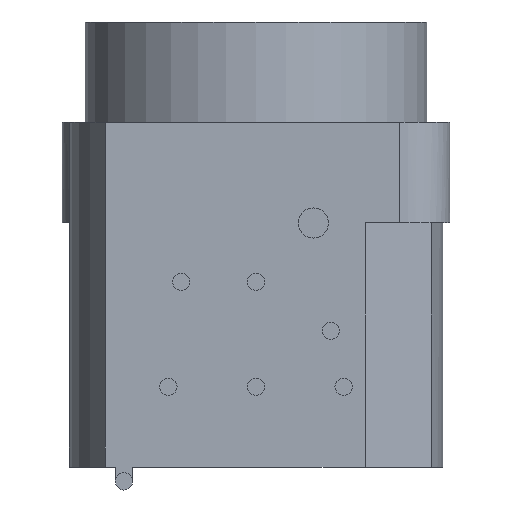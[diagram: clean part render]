
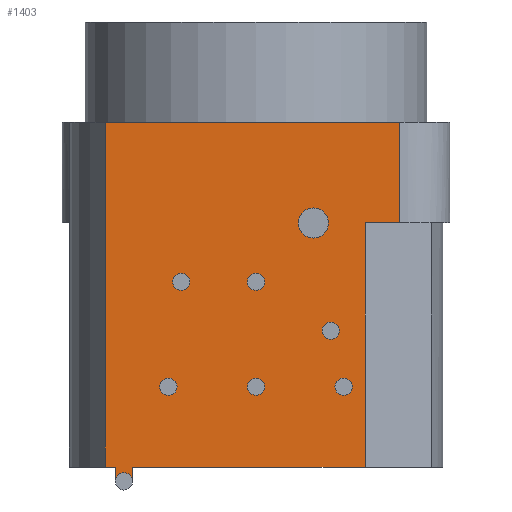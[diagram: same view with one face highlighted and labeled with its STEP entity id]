
A CAD part, front view. The second image highlights one B-rep face of the part: STEP entity #1403.
In plain terms, the highlighted planar face has unit normal (0, -1, 0).
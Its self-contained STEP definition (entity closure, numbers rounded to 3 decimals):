
#156=DIRECTION('',(-1.,0.,0.));
#157=VECTOR('',#156,20.5);
#158=CARTESIAN_POINT('',(10.,-15.,0.));
#159=LINE('',#158,#157);
#296=CARTESIAN_POINT('',(0.,-15.,-11.1));
#297=DIRECTION('',(0.,-1.,0.));
#298=DIRECTION('',(1.,0.,0.));
#299=AXIS2_PLACEMENT_3D('',#296,#297,#298);
#301=CARTESIAN_POINT('',(0.,-15.,-11.1));
#302=DIRECTION('',(0.,-1.,0.));
#303=DIRECTION('',(-1.,0.,0.));
#304=AXIS2_PLACEMENT_3D('',#301,#302,#303);
#306=CARTESIAN_POINT('',(-5.2,-15.,-11.1));
#307=DIRECTION('',(0.,-1.,0.));
#308=DIRECTION('',(1.,0.,0.));
#309=AXIS2_PLACEMENT_3D('',#306,#307,#308);
#311=CARTESIAN_POINT('',(-5.2,-15.,-11.1));
#312=DIRECTION('',(0.,-1.,0.));
#313=DIRECTION('',(-1.,0.,0.));
#314=AXIS2_PLACEMENT_3D('',#311,#312,#313);
#316=CARTESIAN_POINT('',(5.2,-15.,-14.5));
#317=DIRECTION('',(0.,-1.,0.));
#318=DIRECTION('',(1.,0.,0.));
#319=AXIS2_PLACEMENT_3D('',#316,#317,#318);
#321=CARTESIAN_POINT('',(5.2,-15.,-14.5));
#322=DIRECTION('',(0.,-1.,0.));
#323=DIRECTION('',(-1.,0.,0.));
#324=AXIS2_PLACEMENT_3D('',#321,#322,#323);
#326=CARTESIAN_POINT('',(0.,-15.,-18.4));
#327=DIRECTION('',(0.,-1.,0.));
#328=DIRECTION('',(1.,0.,0.));
#329=AXIS2_PLACEMENT_3D('',#326,#327,#328);
#331=CARTESIAN_POINT('',(0.,-15.,-18.4));
#332=DIRECTION('',(0.,-1.,0.));
#333=DIRECTION('',(-1.,0.,0.));
#334=AXIS2_PLACEMENT_3D('',#331,#332,#333);
#336=CARTESIAN_POINT('',(6.1,-15.,-18.4));
#337=DIRECTION('',(0.,-1.,0.));
#338=DIRECTION('',(1.,0.,0.));
#339=AXIS2_PLACEMENT_3D('',#336,#337,#338);
#341=CARTESIAN_POINT('',(6.1,-15.,-18.4));
#342=DIRECTION('',(0.,-1.,0.));
#343=DIRECTION('',(-1.,0.,0.));
#344=AXIS2_PLACEMENT_3D('',#341,#342,#343);
#346=CARTESIAN_POINT('',(-6.1,-15.,-18.4));
#347=DIRECTION('',(0.,-1.,0.));
#348=DIRECTION('',(1.,0.,0.));
#349=AXIS2_PLACEMENT_3D('',#346,#347,#348);
#351=CARTESIAN_POINT('',(-6.1,-15.,-18.4));
#352=DIRECTION('',(0.,-1.,0.));
#353=DIRECTION('',(-1.,0.,0.));
#354=AXIS2_PLACEMENT_3D('',#351,#352,#353);
#356=CARTESIAN_POINT('',(4.,-15.,-7.));
#357=DIRECTION('',(0.,-1.,0.));
#358=DIRECTION('',(-1.,0.,0.));
#359=AXIS2_PLACEMENT_3D('',#356,#357,#358);
#361=CARTESIAN_POINT('',(4.,-15.,-7.));
#362=DIRECTION('',(0.,-1.,0.));
#363=DIRECTION('',(1.,0.,0.));
#364=AXIS2_PLACEMENT_3D('',#361,#362,#363);
#366=DIRECTION('',(1.,0.,0.));
#367=VECTOR('',#366,2.4);
#368=CARTESIAN_POINT('',(7.6,-15.,-7.));
#369=LINE('',#368,#367);
#370=DIRECTION('',(0.,0.,-1.));
#371=VECTOR('',#370,17.);
#372=CARTESIAN_POINT('',(7.6,-15.,-7.));
#373=LINE('',#372,#371);
#374=DIRECTION('',(-1.,0.,0.));
#375=VECTOR('',#374,16.2);
#376=CARTESIAN_POINT('',(7.6,-15.,-24.));
#377=LINE('',#376,#375);
#378=CARTESIAN_POINT('',(-9.2,-15.,-25.));
#379=DIRECTION('',(0.,-1.,0.));
#380=DIRECTION('',(1.,0.,0.));
#381=AXIS2_PLACEMENT_3D('',#378,#379,#380);
#383=DIRECTION('',(-1.,0.,0.));
#384=VECTOR('',#383,0.7);
#385=CARTESIAN_POINT('',(-9.8,-15.,-24.));
#386=LINE('',#385,#384);
#387=DIRECTION('',(0.,0.,1.));
#388=VECTOR('',#387,24.);
#389=CARTESIAN_POINT('',(-10.5,-15.,-24.));
#390=LINE('',#389,#388);
#603=DIRECTION('',(0.,0.,-1.));
#604=VECTOR('',#603,1.);
#605=CARTESIAN_POINT('',(-9.8,-15.,-24.));
#606=LINE('',#605,#604);
#633=DIRECTION('',(0.,0.,1.));
#634=VECTOR('',#633,1.);
#635=CARTESIAN_POINT('',(-8.6,-15.,-25.));
#636=LINE('',#635,#634);
#659=DIRECTION('',(0.,0.,1.));
#660=VECTOR('',#659,7.);
#661=CARTESIAN_POINT('',(10.,-15.,-7.));
#662=LINE('',#661,#660);
#923=CARTESIAN_POINT('',(10.,-15.,0.));
#925=VERTEX_POINT('',#923);
#926=CARTESIAN_POINT('',(-10.5,-15.,0.));
#927=VERTEX_POINT('',#926);
#956=CARTESIAN_POINT('',(-8.6,-15.,-24.));
#957=VERTEX_POINT('',#956);
#962=CARTESIAN_POINT('',(-10.5,-15.,-24.));
#963=VERTEX_POINT('',#962);
#964=CARTESIAN_POINT('',(-9.8,-15.,-24.));
#965=VERTEX_POINT('',#964);
#970=CARTESIAN_POINT('',(-9.8,-15.,-25.));
#971=VERTEX_POINT('',#970);
#972=CARTESIAN_POINT('',(-8.6,-15.,-25.));
#973=VERTEX_POINT('',#972);
#974=CARTESIAN_POINT('',(0.6,-15.,-11.1));
#975=CARTESIAN_POINT('',(-0.6,-15.,-11.1));
#976=VERTEX_POINT('',#974);
#977=VERTEX_POINT('',#975);
#978=CARTESIAN_POINT('',(-4.6,-15.,-11.1));
#979=CARTESIAN_POINT('',(-5.8,-15.,-11.1));
#980=VERTEX_POINT('',#978);
#981=VERTEX_POINT('',#979);
#982=CARTESIAN_POINT('',(5.8,-15.,-14.5));
#983=CARTESIAN_POINT('',(4.6,-15.,-14.5));
#984=VERTEX_POINT('',#982);
#985=VERTEX_POINT('',#983);
#986=CARTESIAN_POINT('',(0.6,-15.,-18.4));
#987=CARTESIAN_POINT('',(-0.6,-15.,-18.4));
#988=VERTEX_POINT('',#986);
#989=VERTEX_POINT('',#987);
#990=CARTESIAN_POINT('',(6.7,-15.,-18.4));
#991=CARTESIAN_POINT('',(5.5,-15.,-18.4));
#992=VERTEX_POINT('',#990);
#993=VERTEX_POINT('',#991);
#994=CARTESIAN_POINT('',(-5.5,-15.,-18.4));
#995=CARTESIAN_POINT('',(-6.7,-15.,-18.4));
#996=VERTEX_POINT('',#994);
#997=VERTEX_POINT('',#995);
#998=CARTESIAN_POINT('',(2.95,-15.,-7.));
#999=CARTESIAN_POINT('',(5.05,-15.,-7.));
#1000=VERTEX_POINT('',#998);
#1001=VERTEX_POINT('',#999);
#1124=CARTESIAN_POINT('',(7.6,-15.,-24.));
#1125=VERTEX_POINT('',#1124);
#1130=CARTESIAN_POINT('',(7.6,-15.,-7.));
#1131=CARTESIAN_POINT('',(10.,-15.,-7.));
#1132=VERTEX_POINT('',#1130);
#1133=VERTEX_POINT('',#1131);
#1336=CARTESIAN_POINT('',(-10.5,-15.,0.));
#1337=DIRECTION('',(0.,-1.,0.));
#1338=DIRECTION('',(1.,0.,0.));
#1339=AXIS2_PLACEMENT_3D('',#1336,#1337,#1338);
#1340=PLANE('',#1339);
#1341=ORIENTED_EDGE('',*,*,#1239,.F.);
#1343=ORIENTED_EDGE('',*,*,#1342,.T.);
#1345=ORIENTED_EDGE('',*,*,#1344,.T.);
#1347=ORIENTED_EDGE('',*,*,#1346,.F.);
#1349=ORIENTED_EDGE('',*,*,#1348,.T.);
#1351=ORIENTED_EDGE('',*,*,#1350,.F.);
#1353=ORIENTED_EDGE('',*,*,#1352,.T.);
#1355=ORIENTED_EDGE('',*,*,#1354,.T.);
#1356=ORIENTED_EDGE('',*,*,#1171,.F.);
#1358=ORIENTED_EDGE('',*,*,#1357,.F.);
#1359=EDGE_LOOP('',(#1341,#1343,#1345,#1347,#1349,#1351,#1353,#1355,#1356,
#1358));
#1360=FACE_OUTER_BOUND('',#1359,.F.);
#1362=ORIENTED_EDGE('',*,*,#1361,.T.);
#1364=ORIENTED_EDGE('',*,*,#1363,.T.);
#1365=EDGE_LOOP('',(#1362,#1364));
#1366=FACE_BOUND('',#1365,.F.);
#1368=ORIENTED_EDGE('',*,*,#1367,.T.);
#1370=ORIENTED_EDGE('',*,*,#1369,.T.);
#1371=EDGE_LOOP('',(#1368,#1370));
#1372=FACE_BOUND('',#1371,.F.);
#1374=ORIENTED_EDGE('',*,*,#1373,.T.);
#1376=ORIENTED_EDGE('',*,*,#1375,.T.);
#1377=EDGE_LOOP('',(#1374,#1376));
#1378=FACE_BOUND('',#1377,.F.);
#1380=ORIENTED_EDGE('',*,*,#1379,.T.);
#1382=ORIENTED_EDGE('',*,*,#1381,.T.);
#1383=EDGE_LOOP('',(#1380,#1382));
#1384=FACE_BOUND('',#1383,.F.);
#1386=ORIENTED_EDGE('',*,*,#1385,.T.);
#1388=ORIENTED_EDGE('',*,*,#1387,.T.);
#1389=EDGE_LOOP('',(#1386,#1388));
#1390=FACE_BOUND('',#1389,.F.);
#1392=ORIENTED_EDGE('',*,*,#1391,.T.);
#1394=ORIENTED_EDGE('',*,*,#1393,.T.);
#1395=EDGE_LOOP('',(#1392,#1394));
#1396=FACE_BOUND('',#1395,.F.);
#1398=ORIENTED_EDGE('',*,*,#1397,.T.);
#1400=ORIENTED_EDGE('',*,*,#1399,.T.);
#1401=EDGE_LOOP('',(#1398,#1400));
#1402=FACE_BOUND('',#1401,.F.);
#300=CIRCLE('',#299,0.6);
#305=CIRCLE('',#304,0.6);
#310=CIRCLE('',#309,0.6);
#315=CIRCLE('',#314,0.6);
#320=CIRCLE('',#319,0.6);
#325=CIRCLE('',#324,0.6);
#330=CIRCLE('',#329,0.6);
#335=CIRCLE('',#334,0.6);
#340=CIRCLE('',#339,0.6);
#345=CIRCLE('',#344,0.6);
#350=CIRCLE('',#349,0.6);
#355=CIRCLE('',#354,0.6);
#360=CIRCLE('',#359,1.05);
#365=CIRCLE('',#364,1.05);
#382=CIRCLE('',#381,0.6);
#1171=EDGE_CURVE('',#925,#927,#159,.T.);
#1239=EDGE_CURVE('',#1132,#1133,#369,.T.);
#1342=EDGE_CURVE('',#1132,#1125,#373,.T.);
#1344=EDGE_CURVE('',#1125,#957,#377,.T.);
#1346=EDGE_CURVE('',#973,#957,#636,.T.);
#1348=EDGE_CURVE('',#973,#971,#382,.T.);
#1350=EDGE_CURVE('',#965,#971,#606,.T.);
#1352=EDGE_CURVE('',#965,#963,#386,.T.);
#1354=EDGE_CURVE('',#963,#927,#390,.T.);
#1357=EDGE_CURVE('',#1133,#925,#662,.T.);
#1361=EDGE_CURVE('',#980,#981,#310,.T.);
#1363=EDGE_CURVE('',#981,#980,#315,.T.);
#1367=EDGE_CURVE('',#984,#985,#320,.T.);
#1369=EDGE_CURVE('',#985,#984,#325,.T.);
#1373=EDGE_CURVE('',#988,#989,#330,.T.);
#1375=EDGE_CURVE('',#989,#988,#335,.T.);
#1379=EDGE_CURVE('',#992,#993,#340,.T.);
#1381=EDGE_CURVE('',#993,#992,#345,.T.);
#1385=EDGE_CURVE('',#996,#997,#350,.T.);
#1387=EDGE_CURVE('',#997,#996,#355,.T.);
#1391=EDGE_CURVE('',#1000,#1001,#360,.T.);
#1393=EDGE_CURVE('',#1001,#1000,#365,.T.);
#1397=EDGE_CURVE('',#976,#977,#300,.T.);
#1399=EDGE_CURVE('',#977,#976,#305,.T.);
#1403=ADVANCED_FACE('',(#1360,#1366,#1372,#1378,#1384,#1390,#1396,#1402),#1340,
.T.);
